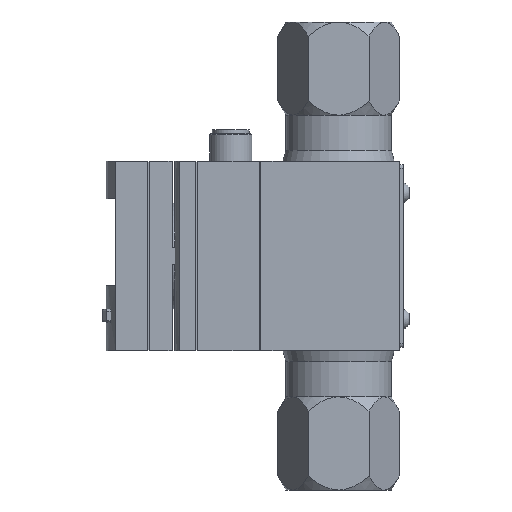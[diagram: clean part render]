
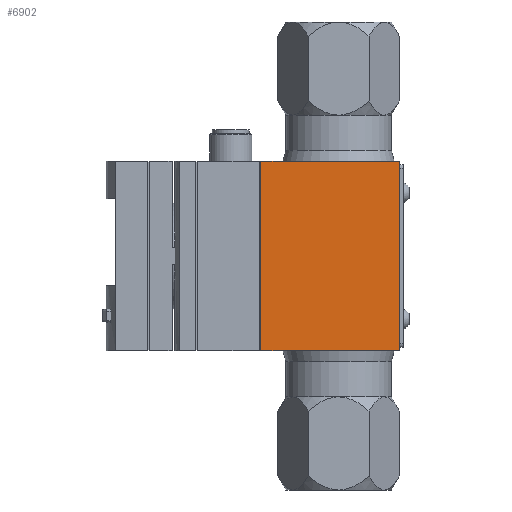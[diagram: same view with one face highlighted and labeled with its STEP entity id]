
A CAD part, left-side view. The second image highlights one B-rep face of the part: STEP entity #6902.
In plain terms, the highlighted planar face has unit normal (-1, 0, 0).
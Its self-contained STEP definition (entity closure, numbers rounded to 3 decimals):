
#839=ORIENTED_EDGE('',*,*,#2025,.F.);
#840=ORIENTED_EDGE('',*,*,#2130,.T.);
#841=ORIENTED_EDGE('',*,*,#2119,.F.);
#842=ORIENTED_EDGE('',*,*,#2140,.F.);
#2025=EDGE_CURVE('',#2739,#2740,#3214,.T.);
#2119=EDGE_CURVE('',#2809,#2806,#3275,.T.);
#2130=EDGE_CURVE('',#2739,#2806,#3281,.T.);
#2140=EDGE_CURVE('',#2740,#2809,#3287,.T.);
#2739=VERTEX_POINT('',#9554);
#2740=VERTEX_POINT('',#9556);
#2806=VERTEX_POINT('',#9772);
#2809=VERTEX_POINT('',#9777);
#3214=LINE('',#9555,#3677);
#3275=LINE('',#9778,#3738);
#3281=LINE('',#9800,#3744);
#3287=LINE('',#9819,#3750);
#3677=VECTOR('',#7942,1000.);
#3738=VECTOR('',#8123,1000.);
#3744=VECTOR('',#8143,1000.);
#3750=VECTOR('',#8159,1000.);
#4220=EDGE_LOOP('',(#839,#840,#841,#842));
#4667=FACE_BOUND('',#4220,.T.);
#5035=PLANE('',#7330);
#6902=ADVANCED_FACE('',(#4667),#5035,.F.);
#7330=AXIS2_PLACEMENT_3D('',#9829,#8166,#8167);
#7942=DIRECTION('',(0.,0.,1.));
#8123=DIRECTION('',(0.,0.,-1.));
#8143=DIRECTION('',(0.,-1.,0.));
#8159=DIRECTION('',(0.,-1.,0.));
#8166=DIRECTION('',(1.,0.,0.));
#8167=DIRECTION('',(0.,0.,-1.));
#9554=CARTESIAN_POINT('',(-20.15,22.1,-27.));
#9555=CARTESIAN_POINT('',(-20.15,22.1,27.));
#9556=CARTESIAN_POINT('',(-20.15,22.1,27.));
#9772=CARTESIAN_POINT('',(-20.15,-17.3,-27.));
#9777=CARTESIAN_POINT('',(-20.15,-17.3,27.));
#9778=CARTESIAN_POINT('',(-20.15,-17.3,27.));
#9800=CARTESIAN_POINT('',(-20.15,46.7,-27.));
#9819=CARTESIAN_POINT('',(-20.15,46.7,27.));
#9829=CARTESIAN_POINT('',(-20.15,46.7,27.));
